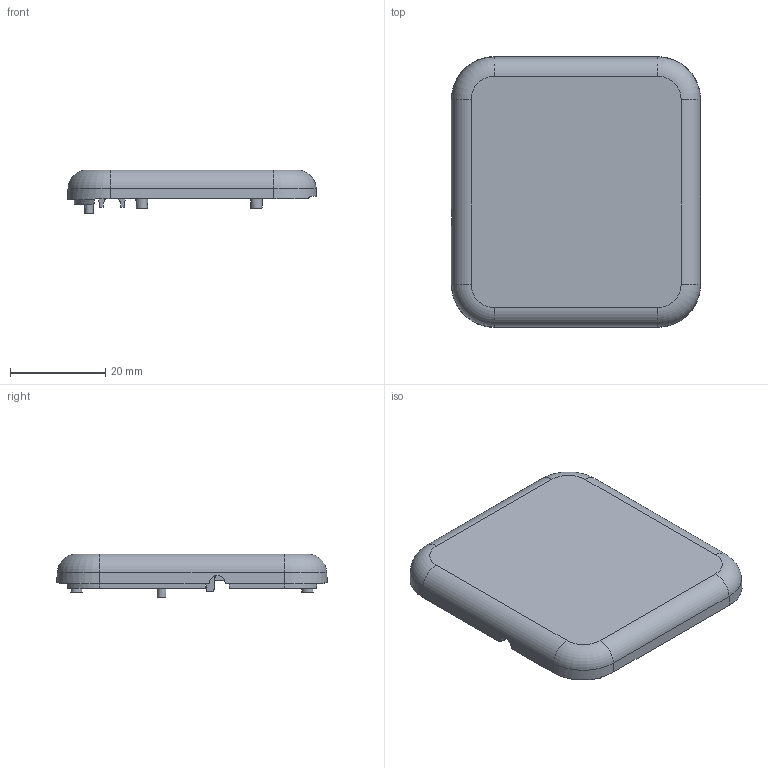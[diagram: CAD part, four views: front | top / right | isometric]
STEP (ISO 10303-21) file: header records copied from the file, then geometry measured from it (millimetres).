
FILE_DESCRIPTION(/* description */ (''),/* implementation_level */ '2;1');
FILE_NAME(/* name */ '0673-B006 PCB Enclosure Base.step',/* time_stamp */ '2021-04-16T14:22:01+01:00',/* author */ (''),/* organization */ (''),/* preprocessor_version */ 'ST-DEVELOPER v18.1',/* originating_system */ 'Autodesk Translation Framework v10.6.0.1341',/* authorisation */ '');
FILE_SCHEMA (('AUTOMOTIVE_DESIGN { 1 0 10303 214 3 1 1 }'));
Length unit declared in the file: millimetre
Products named in the file (1): Base
Bounding box: 52.23 x 56.73 x 9.2 mm (x, y, z)
Volume: 7511.3 mm3; surface area: 8055.4 mm2
Topology: 1 solids, 1 shells, 433 faces, 1061 edges, 637 vertices
Faces by surface type: plane 146, cylinder 127, bspline 87, sphere 31, cone 26, torus 16
Entity records: 15154 total; most frequent: CARTESIAN_POINT 5249, ORIENTED_EDGE 2122, DIRECTION 2004, EDGE_CURVE 1061, AXIS2_PLACEMENT_3D 761, VERTEX_POINT 637, LINE 482, VECTOR 482
